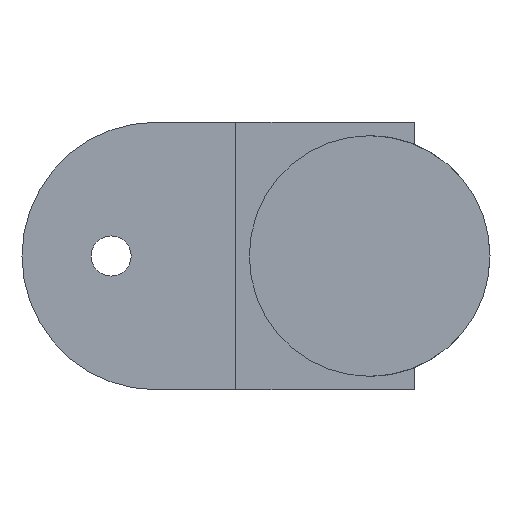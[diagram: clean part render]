
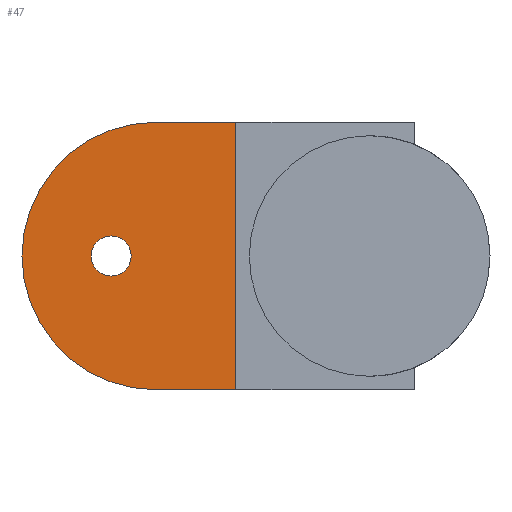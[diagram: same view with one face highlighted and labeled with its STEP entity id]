
A CAD part, front view. The second image highlights one B-rep face of the part: STEP entity #47.
In plain terms, the highlighted planar face has unit normal (0, -1, 0).
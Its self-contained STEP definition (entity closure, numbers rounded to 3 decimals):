
#47 = ADVANCED_FACE ( 'NONE', ( #495, #4015 ), #1155, .F. ) ;
#68 = EDGE_CURVE ( 'NONE', #89, #1970, #1224, .T. ) ;
#78 = CARTESIAN_POINT ( 'NONE',  ( 4., -4., 15. ) ) ;
#89 = VERTEX_POINT ( 'NONE', #2028 ) ;
#115 = LINE ( 'NONE', #78, #563 ) ;
#182 = ORIENTED_EDGE ( 'NONE', *, *, #68, .T. ) ;
#218 = ORIENTED_EDGE ( 'NONE', *, *, #3147, .F. ) ;
#285 = CARTESIAN_POINT ( 'NONE',  ( 4., -4., 15. ) ) ;
#447 = VERTEX_POINT ( 'NONE', #285 ) ;
#475 = CIRCLE ( 'NONE', #2417, 2.25 ) ;
#480 = CIRCLE ( 'NONE', #1962, 15. ) ;
#490 = EDGE_LOOP ( 'NONE', ( #2161, #182, #3487, #1151, #218 ) ) ;
#495 = FACE_BOUND ( 'NONE', #970, .T. ) ;
#563 = VECTOR ( 'NONE', #3951, 1000. ) ;
#576 = DIRECTION ( 'NONE',  ( 1., 0., 0. ) ) ;
#582 = VECTOR ( 'NONE', #1105, 1000. ) ;
#659 = DIRECTION ( 'NONE',  ( 0., -1., 0. ) ) ;
#708 = EDGE_CURVE ( 'NONE', #1544, #2570, #1451, .T. ) ;
#730 = CIRCLE ( 'NONE', #3879, 2.25 ) ;
#746 = DIRECTION ( 'NONE',  ( -1., 0., 0. ) ) ;
#785 = CARTESIAN_POINT ( 'NONE',  ( -5., -4., 0. ) ) ;
#957 = CARTESIAN_POINT ( 'NONE',  ( 4., -4., -15. ) ) ;
#970 = EDGE_LOOP ( 'NONE', ( #999, #1094 ) ) ;
#999 = ORIENTED_EDGE ( 'NONE', *, *, #2026, .F. ) ;
#1094 = ORIENTED_EDGE ( 'NONE', *, *, #3418, .F. ) ;
#1103 = DIRECTION ( 'NONE',  ( -1., 0., 0. ) ) ;
#1105 = DIRECTION ( 'NONE',  ( 1., 0., 0. ) ) ;
#1151 = ORIENTED_EDGE ( 'NONE', *, *, #708, .T. ) ;
#1155 = PLANE ( 'NONE',  #1602 ) ;
#1218 = CARTESIAN_POINT ( 'NONE',  ( 4., -4., 15. ) ) ;
#1224 = CIRCLE ( 'NONE', #3004, 15. ) ;
#1306 = DIRECTION ( 'NONE',  ( 0., -1., 0. ) ) ;
#1362 = CARTESIAN_POINT ( 'NONE',  ( -10., -4., 0. ) ) ;
#1386 = VERTEX_POINT ( 'NONE', #3214 ) ;
#1391 = DIRECTION ( 'NONE',  ( 0., 1., 0. ) ) ;
#1408 = DIRECTION ( 'NONE',  ( 0., -1., 0. ) ) ;
#1451 = LINE ( 'NONE', #2935, #582 ) ;
#1544 = VERTEX_POINT ( 'NONE', #3201 ) ;
#1576 = DIRECTION ( 'NONE',  ( -1., 0., 0. ) ) ;
#1602 = AXIS2_PLACEMENT_3D ( 'NONE', #3632, #1391, #746 ) ;
#1656 = DIRECTION ( 'NONE',  ( 0., 0., -1. ) ) ;
#1962 = AXIS2_PLACEMENT_3D ( 'NONE', #3842, #1306, #1576 ) ;
#1970 = VERTEX_POINT ( 'NONE', #2276 ) ;
#2026 = EDGE_CURVE ( 'NONE', #2578, #1386, #730, .T. ) ;
#2028 = CARTESIAN_POINT ( 'NONE',  ( -5., -4., 15. ) ) ;
#2161 = ORIENTED_EDGE ( 'NONE', *, *, #3934, .F. ) ;
#2276 = CARTESIAN_POINT ( 'NONE',  ( -20., -4., 0. ) ) ;
#2417 = AXIS2_PLACEMENT_3D ( 'NONE', #2873, #3873, #2854 ) ;
#2570 = VERTEX_POINT ( 'NONE', #957 ) ;
#2578 = VERTEX_POINT ( 'NONE', #2876 ) ;
#2854 = DIRECTION ( 'NONE',  ( 0., 0., -1. ) ) ;
#2873 = CARTESIAN_POINT ( 'NONE',  ( -10., -4., 0. ) ) ;
#2876 = CARTESIAN_POINT ( 'NONE',  ( -10., -4., -2.25 ) ) ;
#2935 = CARTESIAN_POINT ( 'NONE',  ( 4., -4., -15. ) ) ;
#3004 = AXIS2_PLACEMENT_3D ( 'NONE', #785, #1408, #1103 ) ;
#3147 = EDGE_CURVE ( 'NONE', #447, #2570, #115, .T. ) ;
#3201 = CARTESIAN_POINT ( 'NONE',  ( -5., -4., -15. ) ) ;
#3214 = CARTESIAN_POINT ( 'NONE',  ( -10., -4., 2.25 ) ) ;
#3418 = EDGE_CURVE ( 'NONE', #1386, #2578, #475, .T. ) ;
#3487 = ORIENTED_EDGE ( 'NONE', *, *, #3994, .T. ) ;
#3632 = CARTESIAN_POINT ( 'NONE',  ( 4., -4., 15. ) ) ;
#3842 = CARTESIAN_POINT ( 'NONE',  ( -5., -4., 0. ) ) ;
#3873 = DIRECTION ( 'NONE',  ( 0., -1., 0. ) ) ;
#3879 = AXIS2_PLACEMENT_3D ( 'NONE', #1362, #659, #1656 ) ;
#3888 = VECTOR ( 'NONE', #576, 1000. ) ;
#3934 = EDGE_CURVE ( 'NONE', #89, #447, #4070, .T. ) ;
#3951 = DIRECTION ( 'NONE',  ( 0., 0., -1. ) ) ;
#3994 = EDGE_CURVE ( 'NONE', #1970, #1544, #480, .T. ) ;
#4015 = FACE_OUTER_BOUND ( 'NONE', #490, .T. ) ;
#4070 = LINE ( 'NONE', #1218, #3888 ) ;
